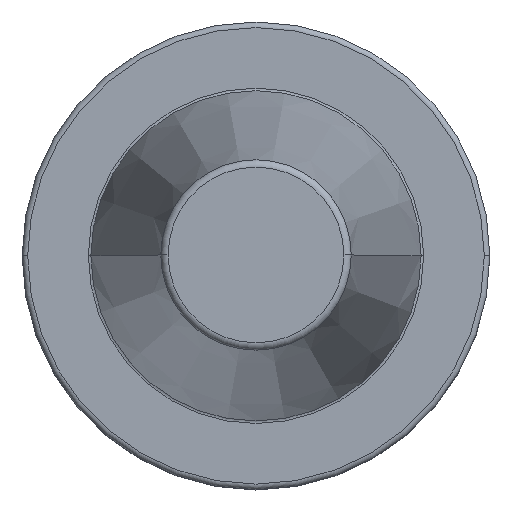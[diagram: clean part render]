
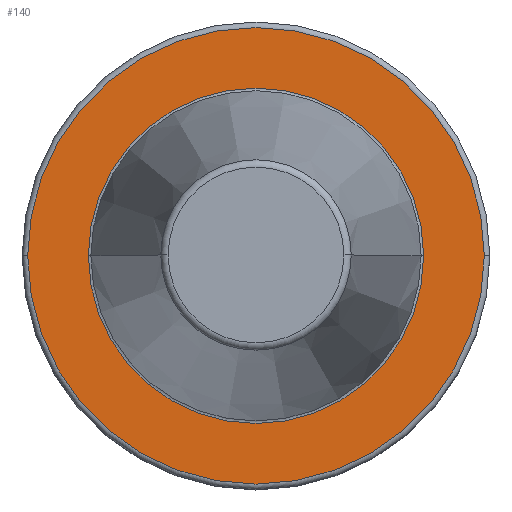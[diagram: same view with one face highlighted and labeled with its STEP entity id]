
A CAD part, top view. The second image highlights one B-rep face of the part: STEP entity #140.
In plain terms, the highlighted planar face has unit normal (0, 0, 1).
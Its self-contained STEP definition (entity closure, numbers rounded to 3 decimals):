
#41=FACE_BOUND('',#233,.T.);
#42=FACE_BOUND('',#234,.T.);
#47=PLANE('',#697);
#140=ADVANCED_FACE('',(#41,#42),#47,.F.);
#233=EDGE_LOOP('',(#365,#366));
#234=EDGE_LOOP('',(#367,#368));
#365=ORIENTED_EDGE('',*,*,#516,.T.);
#366=ORIENTED_EDGE('',*,*,#453,.T.);
#367=ORIENTED_EDGE('',*,*,#446,.T.);
#368=ORIENTED_EDGE('',*,*,#448,.T.);
#399=VERTEX_POINT('',#942);
#402=VERTEX_POINT('',#947);
#407=VERTEX_POINT('',#963);
#408=VERTEX_POINT('',#964);
#446=EDGE_CURVE('',#399,#402,#524,.T.);
#448=EDGE_CURVE('',#402,#399,#526,.T.);
#453=EDGE_CURVE('',#407,#408,#531,.T.);
#516=EDGE_CURVE('',#408,#407,#574,.T.);
#524=CIRCLE('',#615,22.563);
#526=CIRCLE('',#618,22.563);
#531=CIRCLE('',#625,30.725);
#574=CIRCLE('',#696,30.725);
#615=AXIS2_PLACEMENT_3D('',#948,#724,#725);
#618=AXIS2_PLACEMENT_3D('',#951,#730,#731);
#625=AXIS2_PLACEMENT_3D('',#962,#744,#745);
#696=AXIS2_PLACEMENT_3D('',#1089,#906,#907);
#697=AXIS2_PLACEMENT_3D('',#1090,#908,#909);
#724=DIRECTION('',(0.,0.,-1.));
#725=DIRECTION('',(-1.,0.,0.));
#730=DIRECTION('',(0.,0.,-1.));
#731=DIRECTION('',(-1.,0.,0.));
#744=DIRECTION('',(0.,0.,1.));
#745=DIRECTION('',(-1.,0.,0.));
#906=DIRECTION('',(0.,0.,1.));
#907=DIRECTION('',(-1.,0.,0.));
#908=DIRECTION('',(0.,0.,-1.));
#909=DIRECTION('',(1.,0.,0.));
#942=CARTESIAN_POINT('',(-22.563,0.,-2.));
#947=CARTESIAN_POINT('',(22.563,0.,-2.));
#948=CARTESIAN_POINT('',(0.,0.,-2.));
#951=CARTESIAN_POINT('',(0.,0.,-2.));
#962=CARTESIAN_POINT('',(0.,0.,-2.));
#963=CARTESIAN_POINT('',(30.725,0.,-2.));
#964=CARTESIAN_POINT('',(-30.725,0.,-2.));
#1089=CARTESIAN_POINT('',(0.,0.,-2.));
#1090=CARTESIAN_POINT('',(0.,31.475,-2.));
